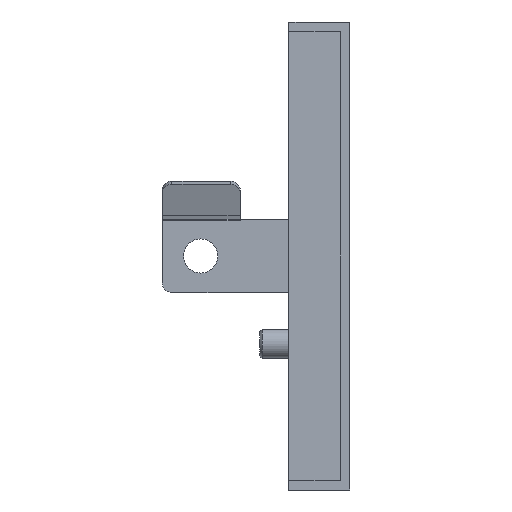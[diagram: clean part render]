
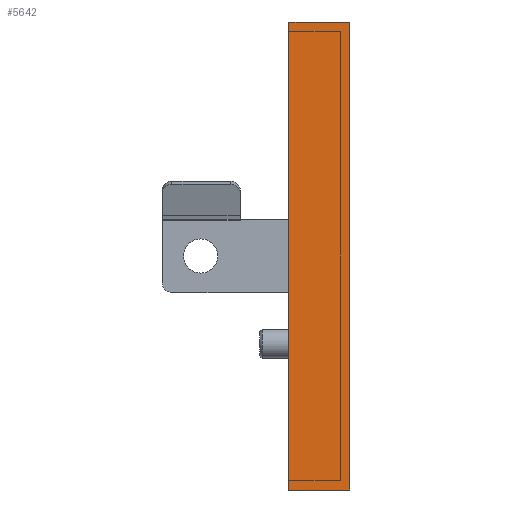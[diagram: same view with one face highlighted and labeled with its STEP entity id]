
A CAD part, front view. The second image highlights one B-rep face of the part: STEP entity #5642.
In plain terms, the highlighted planar face has unit normal (0, -1, 0).
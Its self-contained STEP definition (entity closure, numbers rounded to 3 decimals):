
#188 = VECTOR ( 'NONE', #1884, 1000. ) ;
#226 = DIRECTION ( 'NONE',  ( -1., 0., 0. ) ) ;
#1425 = DIRECTION ( 'NONE',  ( 0., 0., 1. ) ) ;
#1468 = CARTESIAN_POINT ( 'NONE',  ( -12.5, -297.5, -48. ) ) ;
#1520 = EDGE_CURVE ( 'NONE', #7505, #10149, #3087, .T. ) ;
#1717 = DIRECTION ( 'NONE',  ( 0., 0., -1. ) ) ;
#1884 = DIRECTION ( 'NONE',  ( -1., 0., 0. ) ) ;
#2402 = VECTOR ( 'NONE', #1425, 1000. ) ;
#3087 = LINE ( 'NONE', #8495, #2402 ) ;
#3379 = CARTESIAN_POINT ( 'NONE',  ( 0., -297.5, -48. ) ) ;
#4363 = CARTESIAN_POINT ( 'NONE',  ( 2.928, -297.5, 48. ) ) ;
#4449 = LINE ( 'NONE', #7228, #5329 ) ;
#4682 = VECTOR ( 'NONE', #8600, 1000. ) ;
#5329 = VECTOR ( 'NONE', #1717, 1000. ) ;
#5642 = ADVANCED_FACE ( 'NONE', ( #8361 ), #7342, .F. ) ;
#5778 = EDGE_CURVE ( 'NONE', #10149, #11740, #5797, .T. ) ;
#5797 = LINE ( 'NONE', #4363, #4682 ) ;
#6674 = CARTESIAN_POINT ( 'NONE',  ( 2.928, -297.5, -48. ) ) ;
#6941 = VERTEX_POINT ( 'NONE', #1468 ) ;
#7228 = CARTESIAN_POINT ( 'NONE',  ( -12.5, -297.5, 0. ) ) ;
#7342 = PLANE ( 'NONE',  #11521 ) ;
#7505 = VERTEX_POINT ( 'NONE', #3379 ) ;
#7875 = EDGE_LOOP ( 'NONE', ( #7887, #10296, #11670, #9534 ) ) ;
#7887 = ORIENTED_EDGE ( 'NONE', *, *, #11441, .F. ) ;
#8361 = FACE_OUTER_BOUND ( 'NONE', #7875, .T. ) ;
#8413 = LINE ( 'NONE', #6674, #188 ) ;
#8495 = CARTESIAN_POINT ( 'NONE',  ( 0., -297.5, 0. ) ) ;
#8600 = DIRECTION ( 'NONE',  ( -1., 0., 0. ) ) ;
#9321 = CARTESIAN_POINT ( 'NONE',  ( -2., -297.5, 0. ) ) ;
#9534 = ORIENTED_EDGE ( 'NONE', *, *, #10488, .T. ) ;
#9880 = CARTESIAN_POINT ( 'NONE',  ( 0., -297.5, 48. ) ) ;
#10041 = DIRECTION ( 'NONE',  ( 0., 1., 0. ) ) ;
#10149 = VERTEX_POINT ( 'NONE', #9880 ) ;
#10296 = ORIENTED_EDGE ( 'NONE', *, *, #1520, .T. ) ;
#10488 = EDGE_CURVE ( 'NONE', #11740, #6941, #4449, .T. ) ;
#11027 = CARTESIAN_POINT ( 'NONE',  ( -12.5, -297.5, 48. ) ) ;
#11441 = EDGE_CURVE ( 'NONE', #7505, #6941, #8413, .T. ) ;
#11521 = AXIS2_PLACEMENT_3D ( 'NONE', #9321, #10041, #226 ) ;
#11670 = ORIENTED_EDGE ( 'NONE', *, *, #5778, .T. ) ;
#11740 = VERTEX_POINT ( 'NONE', #11027 ) ;
